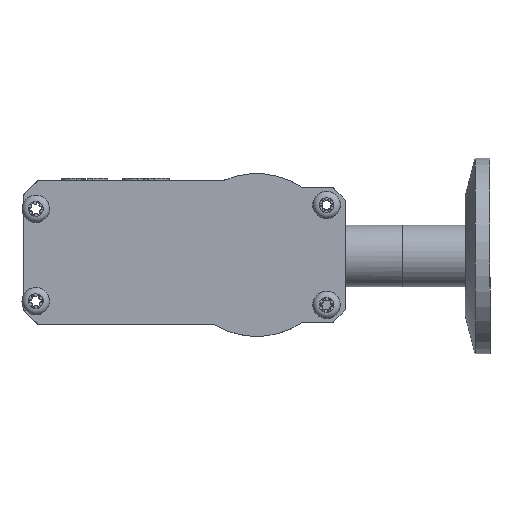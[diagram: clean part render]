
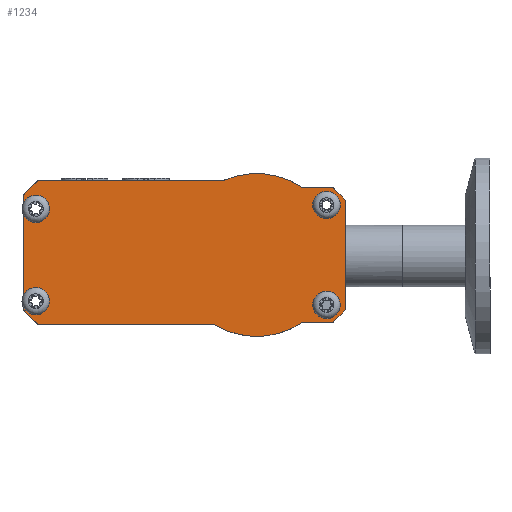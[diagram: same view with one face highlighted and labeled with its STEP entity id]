
A CAD part, left-side view. The second image highlights one B-rep face of the part: STEP entity #1234.
In plain terms, the highlighted planar face has unit normal (-1, 0, 0).
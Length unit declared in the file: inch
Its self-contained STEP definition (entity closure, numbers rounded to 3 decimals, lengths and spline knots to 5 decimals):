
#226 = ORIENTED_EDGE ( 'NONE', *, *, #903, .T. ) ;
#314 = DIRECTION ( 'NONE',  ( 0., 0., -1. ) ) ;
#372 = EDGE_LOOP ( 'NONE', ( #11858 ) ) ;
#903 = EDGE_CURVE ( 'NONE', #25604, #11866, #1820, .T. ) ;
#928 = EDGE_CURVE ( 'NONE', #20614, #8532, #23449, .T. ) ;
#1088 = CARTESIAN_POINT ( 'NONE',  ( -2.06, 0.002, 0. ) ) ;
#1149 = VECTOR ( 'NONE', #16523, 39.37008 ) ;
#1181 = VECTOR ( 'NONE', #15195, 39.37008 ) ;
#1234 = ADVANCED_FACE ( 'NONE', ( #10562, #15634, #9881, #21375, #27131 ), #15652, .T. ) ;
#1268 = CARTESIAN_POINT ( 'NONE',  ( -2.06, -0.558, -0.46 ) ) ;
#1372 = VERTEX_POINT ( 'NONE', #9792 ) ;
#1389 = AXIS2_PLACEMENT_3D ( 'NONE', #12263, #27383, #14442 ) ;
#1767 = LINE ( 'NONE', #4046, #18312 ) ;
#1820 = LINE ( 'NONE', #9904, #1149 ) ;
#1912 = ORIENTED_EDGE ( 'NONE', *, *, #23626, .F. ) ;
#1992 = VERTEX_POINT ( 'NONE', #13904 ) ;
#2366 = EDGE_CURVE ( 'NONE', #27000, #27000, #11729, .T. ) ;
#2437 = DIRECTION ( 'NONE',  ( 0., -0.707, 0.707 ) ) ;
#3017 = VERTEX_POINT ( 'NONE', #26293 ) ;
#3269 = DIRECTION ( 'NONE',  ( 0., 0., 1. ) ) ;
#3426 = EDGE_LOOP ( 'NONE', ( #16074, #25957, #14103, #6226, #10491, #226, #4502, #22623, #11972, #12533, #19265, #27099 ) ) ;
#3591 = CARTESIAN_POINT ( 'NONE',  ( -2.06, 1.872, -0.44 ) ) ;
#3628 = CARTESIAN_POINT ( 'NONE',  ( -2.06, -0.558, 0.4 ) ) ;
#3893 = LINE ( 'NONE', #10207, #14681 ) ;
#3901 = EDGE_CURVE ( 'NONE', #17987, #1372, #20003, .T. ) ;
#4046 = CARTESIAN_POINT ( 'NONE',  ( -2.06, 1.752, 0.6 ) ) ;
#4502 = ORIENTED_EDGE ( 'NONE', *, *, #24288, .T. ) ;
#4538 = EDGE_CURVE ( 'NONE', #8532, #3017, #19790, .T. ) ;
#4992 = DIRECTION ( 'NONE',  ( -1., 0., 0. ) ) ;
#5425 = VECTOR ( 'NONE', #22996, 39.37008 ) ;
#5803 = DIRECTION ( 'NONE',  ( 0., 0., 1. ) ) ;
#6074 = EDGE_CURVE ( 'NONE', #1372, #25604, #1767, .T. ) ;
#6210 = EDGE_CURVE ( 'NONE', #3017, #1992, #20322, .T. ) ;
#6226 = ORIENTED_EDGE ( 'NONE', *, *, #3901, .T. ) ;
#6361 = AXIS2_PLACEMENT_3D ( 'NONE', #26179, #13252, #314 ) ;
#6510 = CARTESIAN_POINT ( 'NONE',  ( -2.06, -0.43639, 0.54 ) ) ;
#6697 = VERTEX_POINT ( 'NONE', #7665 ) ;
#6783 = CARTESIAN_POINT ( 'NONE',  ( -2.06, 1.772, 0.37 ) ) ;
#6921 = LINE ( 'NONE', #6510, #1181 ) ;
#7580 = AXIS2_PLACEMENT_3D ( 'NONE', #6783, #21879, #8972 ) ;
#7665 = CARTESIAN_POINT ( 'NONE',  ( -2.06, -0.608, 0.54 ) ) ;
#7928 = CIRCLE ( 'NONE', #10718, 0.6525 ) ;
#8309 = CARTESIAN_POINT ( 'NONE',  ( -2.06, 0.25843, 0.6 ) ) ;
#8532 = VERTEX_POINT ( 'NONE', #22729 ) ;
#8905 = EDGE_CURVE ( 'NONE', #12107, #12107, #17200, .T. ) ;
#8972 = DIRECTION ( 'NONE',  ( 0., 0., 1. ) ) ;
#9175 = CARTESIAN_POINT ( 'NONE',  ( -2.06, 0.3369, -0.56 ) ) ;
#9792 = CARTESIAN_POINT ( 'NONE',  ( -2.06, 1.752, 0.6 ) ) ;
#9881 = FACE_OUTER_BOUND ( 'NONE', #3426, .T. ) ;
#9904 = CARTESIAN_POINT ( 'NONE',  ( -2.06, 1.872, 0. ) ) ;
#10207 = CARTESIAN_POINT ( 'NONE',  ( -2.06, -0.708, -0.44 ) ) ;
#10347 = LINE ( 'NONE', #24196, #13065 ) ;
#10491 = ORIENTED_EDGE ( 'NONE', *, *, #6074, .T. ) ;
#10562 = FACE_BOUND ( 'NONE', #372, .T. ) ;
#10672 = DIRECTION ( 'NONE',  ( 0., 1., 0. ) ) ;
#10718 = AXIS2_PLACEMENT_3D ( 'NONE', #1088, #16174, #3269 ) ;
#11148 = DIRECTION ( 'NONE',  ( -1., 0., 0. ) ) ;
#11238 = DIRECTION ( 'NONE',  ( 0., 0.707, 0.707 ) ) ;
#11277 = EDGE_CURVE ( 'NONE', #1992, #22690, #3893, .T. ) ;
#11729 = CIRCLE ( 'NONE', #7580, 0.06 ) ;
#11858 = ORIENTED_EDGE ( 'NONE', *, *, #8905, .F. ) ;
#11866 = VERTEX_POINT ( 'NONE', #3591 ) ;
#11879 = CARTESIAN_POINT ( 'NONE',  ( -2.06, 1.752, -0.56 ) ) ;
#11972 = ORIENTED_EDGE ( 'NONE', *, *, #928, .T. ) ;
#12107 = VERTEX_POINT ( 'NONE', #1268 ) ;
#12263 = CARTESIAN_POINT ( 'NONE',  ( -2.06, 0.002, 0. ) ) ;
#12523 = CIRCLE ( 'NONE', #24740, 0.06 ) ;
#12533 = ORIENTED_EDGE ( 'NONE', *, *, #4538, .T. ) ;
#13065 = VECTOR ( 'NONE', #11238, 39.37008 ) ;
#13108 = CARTESIAN_POINT ( 'NONE',  ( -2.06, 1.872, 0.48 ) ) ;
#13252 = DIRECTION ( 'NONE',  ( -1., 0., 0. ) ) ;
#13829 = EDGE_LOOP ( 'NONE', ( #16584 ) ) ;
#13904 = CARTESIAN_POINT ( 'NONE',  ( -2.06, -0.708, -0.44 ) ) ;
#14028 = CARTESIAN_POINT ( 'NONE',  ( -2.06, 1.772, 0.43 ) ) ;
#14103 = ORIENTED_EDGE ( 'NONE', *, *, #21710, .T. ) ;
#14124 = VERTEX_POINT ( 'NONE', #20174 ) ;
#14442 = DIRECTION ( 'NONE',  ( 0., 0., -1. ) ) ;
#14443 = EDGE_CURVE ( 'NONE', #22690, #6697, #10347, .T. ) ;
#14589 = ORIENTED_EDGE ( 'NONE', *, *, #14924, .F. ) ;
#14681 = VECTOR ( 'NONE', #18694, 39.37008 ) ;
#14924 = EDGE_CURVE ( 'NONE', #25295, #25295, #22272, .T. ) ;
#15096 = CARTESIAN_POINT ( 'NONE',  ( -2.06, -0.708, 0.44 ) ) ;
#15143 = VECTOR ( 'NONE', #22754, 39.37008 ) ;
#15195 = DIRECTION ( 'NONE',  ( 0., 1., 0. ) ) ;
#15634 = FACE_BOUND ( 'NONE', #13829, .T. ) ;
#15652 = PLANE ( 'NONE',  #25462 ) ;
#16074 = ORIENTED_EDGE ( 'NONE', *, *, #14443, .T. ) ;
#16174 = DIRECTION ( 'NONE',  ( -1., 0., 0. ) ) ;
#16523 = DIRECTION ( 'NONE',  ( 0., 0., -1. ) ) ;
#16573 = CARTESIAN_POINT ( 'NONE',  ( -2.06, -0.558, 0.46 ) ) ;
#16584 = ORIENTED_EDGE ( 'NONE', *, *, #2366, .F. ) ;
#17005 = CARTESIAN_POINT ( 'NONE',  ( -2.06, 0.25843, 0.6 ) ) ;
#17200 = CIRCLE ( 'NONE', #6361, 0.06 ) ;
#17512 = CARTESIAN_POINT ( 'NONE',  ( -2.06, -0.708, -0.44 ) ) ;
#17761 = CARTESIAN_POINT ( 'NONE',  ( -2.06, -0.36427, 0.54 ) ) ;
#17921 = CARTESIAN_POINT ( 'NONE',  ( -2.06, 0.002, 0. ) ) ;
#17987 = VERTEX_POINT ( 'NONE', #8309 ) ;
#18079 = EDGE_CURVE ( 'NONE', #6697, #19308, #6921, .T. ) ;
#18266 = DIRECTION ( 'NONE',  ( 0., -1., 0. ) ) ;
#18312 = VECTOR ( 'NONE', #19108, 39.37008 ) ;
#18656 = AXIS2_PLACEMENT_3D ( 'NONE', #3628, #18696, #5803 ) ;
#18694 = DIRECTION ( 'NONE',  ( 0., 0., 1. ) ) ;
#18696 = DIRECTION ( 'NONE',  ( -1., 0., 0. ) ) ;
#19108 = DIRECTION ( 'NONE',  ( 0., 0.707, -0.707 ) ) ;
#19202 = CARTESIAN_POINT ( 'NONE',  ( -2.06, 1.752, -0.56 ) ) ;
#19265 = ORIENTED_EDGE ( 'NONE', *, *, #6210, .T. ) ;
#19308 = VERTEX_POINT ( 'NONE', #17761 ) ;
#19318 = VECTOR ( 'NONE', #10672, 39.37008 ) ;
#19790 = LINE ( 'NONE', #22629, #27912 ) ;
#19958 = EDGE_LOOP ( 'NONE', ( #1912 ) ) ;
#20003 = LINE ( 'NONE', #17005, #19318 ) ;
#20090 = DIRECTION ( 'NONE',  ( 0., 0., 1. ) ) ;
#20174 = CARTESIAN_POINT ( 'NONE',  ( -2.06, 1.772, -0.43 ) ) ;
#20322 = LINE ( 'NONE', #17512, #26069 ) ;
#20614 = VERTEX_POINT ( 'NONE', #9175 ) ;
#21375 = FACE_BOUND ( 'NONE', #23672, .T. ) ;
#21411 = VERTEX_POINT ( 'NONE', #19202 ) ;
#21710 = EDGE_CURVE ( 'NONE', #19308, #17987, #7928, .T. ) ;
#21879 = DIRECTION ( 'NONE',  ( -1., 0., 0. ) ) ;
#22272 = CIRCLE ( 'NONE', #18656, 0.06 ) ;
#22623 = ORIENTED_EDGE ( 'NONE', *, *, #26476, .T. ) ;
#22629 = CARTESIAN_POINT ( 'NONE',  ( -2.06, -0.36427, -0.54 ) ) ;
#22652 = LINE ( 'NONE', #22813, #5425 ) ;
#22690 = VERTEX_POINT ( 'NONE', #15096 ) ;
#22729 = CARTESIAN_POINT ( 'NONE',  ( -2.06, -0.36427, -0.54 ) ) ;
#22754 = DIRECTION ( 'NONE',  ( 0., -0.707, -0.707 ) ) ;
#22813 = CARTESIAN_POINT ( 'NONE',  ( -2.06, 0.3369, -0.56 ) ) ;
#22996 = DIRECTION ( 'NONE',  ( 0., -1., 0. ) ) ;
#23449 = CIRCLE ( 'NONE', #1389, 0.6525 ) ;
#23626 = EDGE_CURVE ( 'NONE', #14124, #14124, #12523, .T. ) ;
#23672 = EDGE_LOOP ( 'NONE', ( #14589 ) ) ;
#24107 = CARTESIAN_POINT ( 'NONE',  ( -2.06, 1.772, -0.37 ) ) ;
#24196 = CARTESIAN_POINT ( 'NONE',  ( -2.06, -0.708, 0.44 ) ) ;
#24288 = EDGE_CURVE ( 'NONE', #11866, #21411, #25281, .T. ) ;
#24740 = AXIS2_PLACEMENT_3D ( 'NONE', #24107, #11148, #26259 ) ;
#25281 = LINE ( 'NONE', #11879, #15143 ) ;
#25295 = VERTEX_POINT ( 'NONE', #16573 ) ;
#25462 = AXIS2_PLACEMENT_3D ( 'NONE', #17921, #4992, #20090 ) ;
#25604 = VERTEX_POINT ( 'NONE', #13108 ) ;
#25957 = ORIENTED_EDGE ( 'NONE', *, *, #18079, .T. ) ;
#26069 = VECTOR ( 'NONE', #2437, 39.37008 ) ;
#26179 = CARTESIAN_POINT ( 'NONE',  ( -2.06, -0.558, -0.4 ) ) ;
#26259 = DIRECTION ( 'NONE',  ( 0., 0., -1. ) ) ;
#26293 = CARTESIAN_POINT ( 'NONE',  ( -2.06, -0.608, -0.54 ) ) ;
#26476 = EDGE_CURVE ( 'NONE', #21411, #20614, #22652, .T. ) ;
#27000 = VERTEX_POINT ( 'NONE', #14028 ) ;
#27099 = ORIENTED_EDGE ( 'NONE', *, *, #11277, .T. ) ;
#27131 = FACE_BOUND ( 'NONE', #19958, .T. ) ;
#27383 = DIRECTION ( 'NONE',  ( -1., 0., 0. ) ) ;
#27912 = VECTOR ( 'NONE', #18266, 39.37008 ) ;
